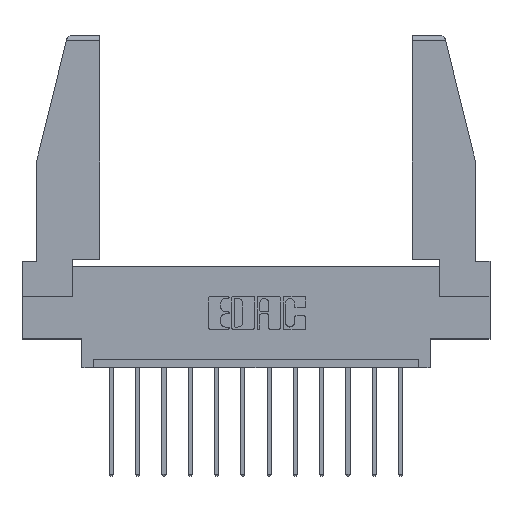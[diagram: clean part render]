
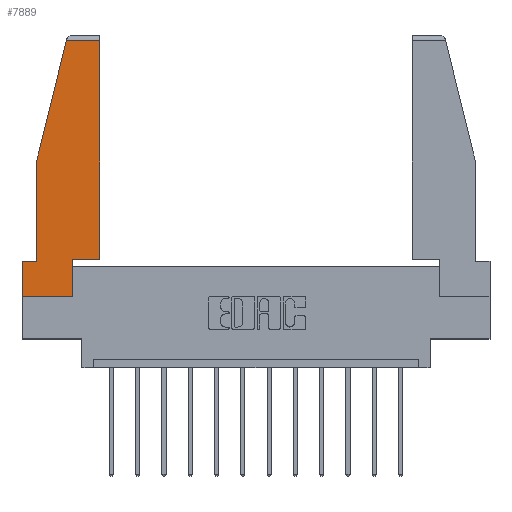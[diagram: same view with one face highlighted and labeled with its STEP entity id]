
A CAD part, top view. The second image highlights one B-rep face of the part: STEP entity #7889.
In plain terms, the highlighted planar face has unit normal (0, 0, 1).
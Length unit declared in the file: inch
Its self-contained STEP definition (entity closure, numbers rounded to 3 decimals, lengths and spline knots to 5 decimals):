
#446 = EDGE_LOOP ( 'NONE', ( #14651, #5763, #11092, #7659, #7066, #11486, #6172, #2335, #1704 ) ) ;
#462 = CARTESIAN_POINT ( 'NONE',  ( 0.297, 0.223, 0. ) ) ;
#762 = CARTESIAN_POINT ( 'NONE',  ( 0., 0.21, 0. ) ) ;
#1234 = VERTEX_POINT ( 'NONE', #7722 ) ;
#1319 = CARTESIAN_POINT ( 'NONE',  ( 0., 0., 0. ) ) ;
#1323 = VECTOR ( 'NONE', #13335, 39.37008 ) ;
#1704 = ORIENTED_EDGE ( 'NONE', *, *, #7533, .T. ) ;
#2010 = CARTESIAN_POINT ( 'NONE',  ( 0.086, 0.8, 0. ) ) ;
#2335 = ORIENTED_EDGE ( 'NONE', *, *, #8507, .T. ) ;
#2345 = DIRECTION ( 'NONE',  ( -0.239, -0.971, 0. ) ) ;
#2701 = EDGE_CURVE ( 'NONE', #14982, #14198, #4304, .T. ) ;
#2727 = EDGE_CURVE ( 'NONE', #14198, #3715, #7086, .T. ) ;
#2801 = CARTESIAN_POINT ( 'NONE',  ( 0.297, 0.223, 0. ) ) ;
#3066 = VERTEX_POINT ( 'NONE', #462 ) ;
#3074 = CARTESIAN_POINT ( 'NONE',  ( 0.461, 0.223, 0. ) ) ;
#3463 = DIRECTION ( 'NONE',  ( -1., 0., 0. ) ) ;
#3516 = CARTESIAN_POINT ( 'NONE',  ( 0., 1.52, 0. ) ) ;
#3593 = AXIS2_PLACEMENT_3D ( 'NONE', #13631, #4213, #7688 ) ;
#3715 = VERTEX_POINT ( 'NONE', #6095 ) ;
#3791 = LINE ( 'NONE', #762, #15345 ) ;
#4183 = DIRECTION ( 'NONE',  ( 0., 1., 0. ) ) ;
#4213 = DIRECTION ( 'NONE',  ( 0., 0., 1. ) ) ;
#4304 = LINE ( 'NONE', #3516, #5596 ) ;
#4864 = EDGE_CURVE ( 'NONE', #3715, #9033, #10799, .T. ) ;
#5420 = VERTEX_POINT ( 'NONE', #10605 ) ;
#5458 = EDGE_CURVE ( 'NONE', #5420, #1234, #12635, .T. ) ;
#5596 = VECTOR ( 'NONE', #3463, 39.37008 ) ;
#5763 = ORIENTED_EDGE ( 'NONE', *, *, #2701, .T. ) ;
#5948 = CARTESIAN_POINT ( 'NONE',  ( 0.297, 0., 0. ) ) ;
#6020 = FACE_OUTER_BOUND ( 'NONE', #446, .T. ) ;
#6095 = CARTESIAN_POINT ( 'NONE',  ( 0.086, 0.8, 0. ) ) ;
#6172 = ORIENTED_EDGE ( 'NONE', *, *, #5458, .T. ) ;
#6851 = CARTESIAN_POINT ( 'NONE',  ( 0.271, 1.55, 0. ) ) ;
#7066 = ORIENTED_EDGE ( 'NONE', *, *, #8329, .T. ) ;
#7086 = LINE ( 'NONE', #6851, #12278 ) ;
#7533 = EDGE_CURVE ( 'NONE', #3066, #9079, #12912, .T. ) ;
#7542 = VERTEX_POINT ( 'NONE', #10930 ) ;
#7659 = ORIENTED_EDGE ( 'NONE', *, *, #4864, .T. ) ;
#7688 = DIRECTION ( 'NONE',  ( 1., 0., 0. ) ) ;
#7722 = CARTESIAN_POINT ( 'NONE',  ( 0.297, 0., 0. ) ) ;
#7889 = ADVANCED_FACE ( 'NONE', ( #6020 ), #14782, .T. ) ;
#8233 = LINE ( 'NONE', #5948, #9915 ) ;
#8329 = EDGE_CURVE ( 'NONE', #9033, #7542, #3791, .T. ) ;
#8507 = EDGE_CURVE ( 'NONE', #1234, #3066, #8233, .T. ) ;
#8551 = CARTESIAN_POINT ( 'NONE',  ( 0.086, 0.21, 0. ) ) ;
#8807 = CARTESIAN_POINT ( 'NONE',  ( 0.461, 0.223, 0. ) ) ;
#9033 = VERTEX_POINT ( 'NONE', #8551 ) ;
#9079 = VERTEX_POINT ( 'NONE', #3074 ) ;
#9593 = DIRECTION ( 'NONE',  ( 0., 1., 0. ) ) ;
#9664 = DIRECTION ( 'NONE',  ( 0., -1., 0. ) ) ;
#9841 = EDGE_CURVE ( 'NONE', #7542, #5420, #13609, .T. ) ;
#9915 = VECTOR ( 'NONE', #9593, 39.37008 ) ;
#10006 = CARTESIAN_POINT ( 'NONE',  ( 0.461, 1.52, 0. ) ) ;
#10072 = LINE ( 'NONE', #8807, #13390 ) ;
#10195 = DIRECTION ( 'NONE',  ( -1., 0., 0. ) ) ;
#10605 = CARTESIAN_POINT ( 'NONE',  ( 0., 0., 0. ) ) ;
#10799 = LINE ( 'NONE', #2010, #10973 ) ;
#10930 = CARTESIAN_POINT ( 'NONE',  ( 0., 0.21, 0. ) ) ;
#10973 = VECTOR ( 'NONE', #15059, 39.37008 ) ;
#11092 = ORIENTED_EDGE ( 'NONE', *, *, #2727, .T. ) ;
#11231 = CARTESIAN_POINT ( 'NONE',  ( 0.2636, 1.52, 0. ) ) ;
#11486 = ORIENTED_EDGE ( 'NONE', *, *, #9841, .T. ) ;
#12278 = VECTOR ( 'NONE', #2345, 39.37008 ) ;
#12635 = LINE ( 'NONE', #1319, #1323 ) ;
#12846 = VECTOR ( 'NONE', #9664, 39.37008 ) ;
#12912 = LINE ( 'NONE', #2801, #14980 ) ;
#13250 = DIRECTION ( 'NONE',  ( 1., 0., 0. ) ) ;
#13335 = DIRECTION ( 'NONE',  ( 1., 0., 0. ) ) ;
#13390 = VECTOR ( 'NONE', #4183, 39.37008 ) ;
#13609 = LINE ( 'NONE', #14398, #12846 ) ;
#13631 = CARTESIAN_POINT ( 'NONE',  ( 0., 0., 0. ) ) ;
#14198 = VERTEX_POINT ( 'NONE', #11231 ) ;
#14383 = EDGE_CURVE ( 'NONE', #9079, #14982, #10072, .T. ) ;
#14398 = CARTESIAN_POINT ( 'NONE',  ( 0., 0.21, 0. ) ) ;
#14651 = ORIENTED_EDGE ( 'NONE', *, *, #14383, .T. ) ;
#14782 = PLANE ( 'NONE',  #3593 ) ;
#14980 = VECTOR ( 'NONE', #13250, 39.37008 ) ;
#14982 = VERTEX_POINT ( 'NONE', #10006 ) ;
#15059 = DIRECTION ( 'NONE',  ( 0., -1., 0. ) ) ;
#15345 = VECTOR ( 'NONE', #10195, 39.37008 ) ;
